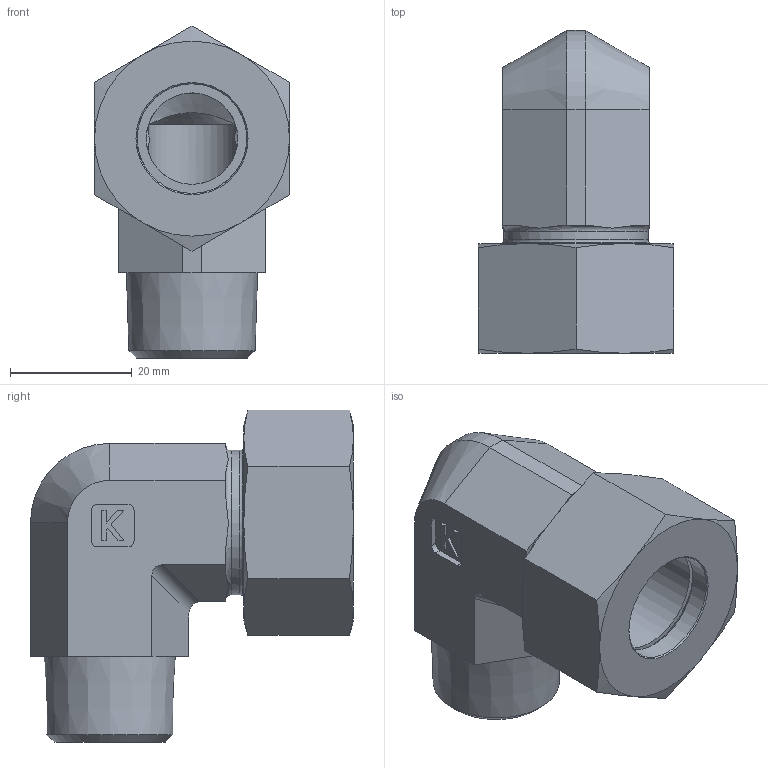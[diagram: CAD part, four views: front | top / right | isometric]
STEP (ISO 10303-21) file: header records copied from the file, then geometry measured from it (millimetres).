
FILE_DESCRIPTION((''),'2;1');
FILE_NAME('24002184826.stp','2014-08-26T10:54:04',(''),('KNOMI spol. s r. o.'),'Autodesk Inventor 2012','Autodesk Inventor 2012','');
FILE_SCHEMA(('AUTOMOTIVE_DESIGN { 1 2 10303 214 0 1 1 1 }'));
Length unit declared in the file: millimetre
Products named in the file (4): LHCR2K 18LRkuž R1/2/M26x1; 23002 184826; 3911826; 40118
Assembly tree (3 placements, depth 2):
  LHCR2K 18LRkuž R1/2/M26x1
    23002 184826
    3911826
    40118
Bounding box: 32 x 52.99 x 54.48 mm (x, y, z)
Volume: 27691.5 mm3; surface area: 14593.8 mm2
Topology: 3 solids, 3 shells, 122 faces, 286 edges, 185 vertices
Faces by surface type: plane 64, cone 33, cylinder 22, torus 3
Full cylindrical faces by diameter (mm): 15 x2, 18 x3, 20.3 x1, 23 x1, 23.7 x1, 24.376 x1, 26 x1
Entity records: 3544 total; most frequent: CARTESIAN_POINT 696, DIRECTION 554, ORIENTED_EDGE 486, EDGE_CURVE 243, AXIS2_PLACEMENT_3D 217, EDGE_LOOP 164, VERTEX_POINT 163, STYLED_ITEM 131
